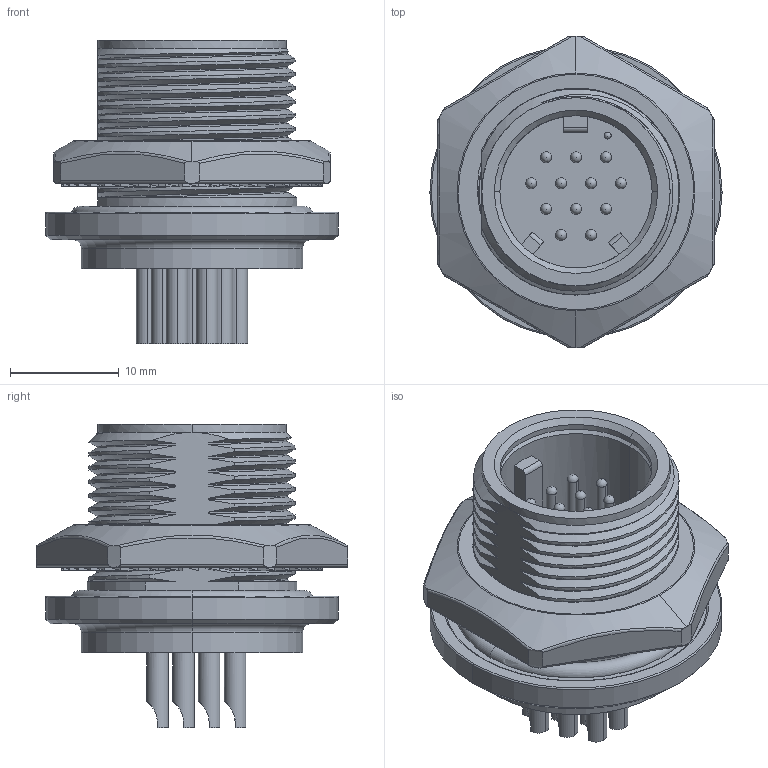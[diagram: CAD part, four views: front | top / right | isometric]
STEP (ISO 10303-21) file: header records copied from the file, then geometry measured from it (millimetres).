
FILE_DESCRIPTION (( 'STEP AP203' ), '1' );
FILE_NAME ('SF4282-12EPG-3ES.STEP', '2012-10-08T14:40:31', ( '21FPBF1' ), ( 'Conxall' ), 'SwSTEP 2.0', 'SolidWorks 2011', '' );
FILE_SCHEMA (( 'CONFIG_CONTROL_DESIGN' ));
Length unit declared in the file: inch
Products named in the file (1): SF4282-12EPG-3ES
Bounding box: 26.82 x 28.6 x 27.86 mm (x, y, z)
Volume: 6181.7 mm3; surface area: 5265.8 mm2
Topology: 2 solids, 2 shells, 401 faces, 1003 edges, 663 vertices
Faces by surface type: plane 214, cylinder 117, bspline 34, cone 13, sphere 13, torus 10
Entity records: 24202 total; most frequent: CARTESIAN_POINT 15056, ORIENTED_EDGE 1952, DIRECTION 1701, EDGE_CURVE 976, VERTEX_POINT 649, LINE 589, VECTOR 589, AXIS2_PLACEMENT_3D 556
